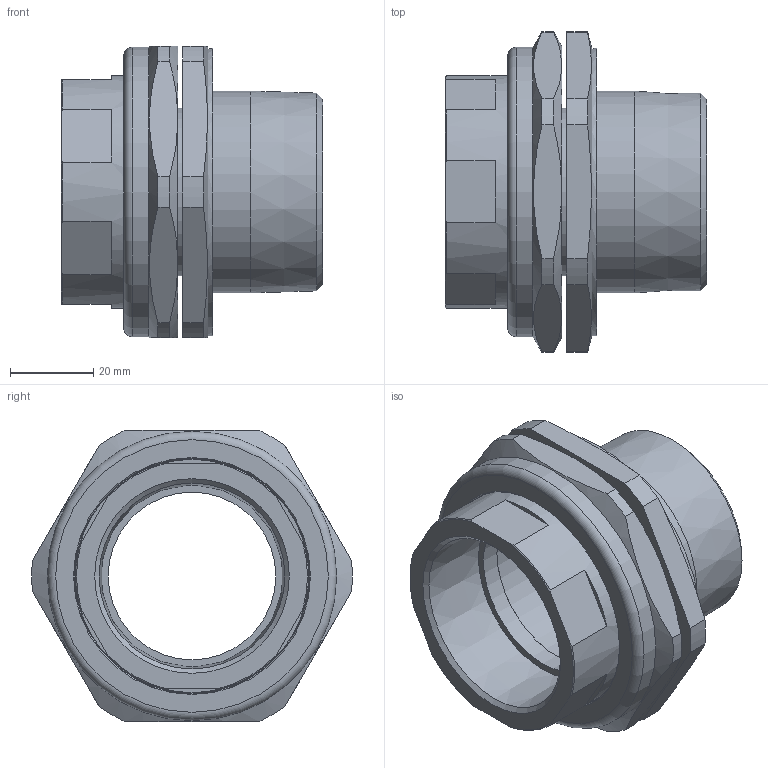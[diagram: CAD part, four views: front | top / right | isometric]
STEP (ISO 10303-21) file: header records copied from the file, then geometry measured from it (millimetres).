
FILE_DESCRIPTION (( 'STEP AP203' ), '1' );
FILE_NAME ('780DT5T5.STEP', '2016-08-10T09:58:02', ( '' ), ( '' ), 'SwSTEP 2.0', 'SolidWorks 2014', '' );
FILE_SCHEMA (( 'CONFIG_CONTROL_DESIGN' ));
Length unit declared in the file: millimetre
Products named in the file (1): 780DT5T5
Bounding box: 62.73 x 76.96 x 70 mm (x, y, z)
Surface area: 27534.9 mm2 (no closed solid volume)
Topology: 0 solids, 3 shells, 72 faces, 187 edges, 122 vertices
Faces by surface type: plane 31, cone 21, cylinder 19, torus 1
Full cylindrical faces by diameter (mm): 40.27 x2, 48.5 x1, 56 x1, 56.4 x1, 69 x1, 69.5 x1
Entity records: 2291 total; most frequent: CARTESIAN_POINT 573, DIRECTION 344, ORIENTED_EDGE 318, EDGE_CURVE 162, AXIS2_PLACEMENT_3D 145, VERTEX_POINT 114, EDGE_LOOP 96, FACE_OUTER_BOUND 80
